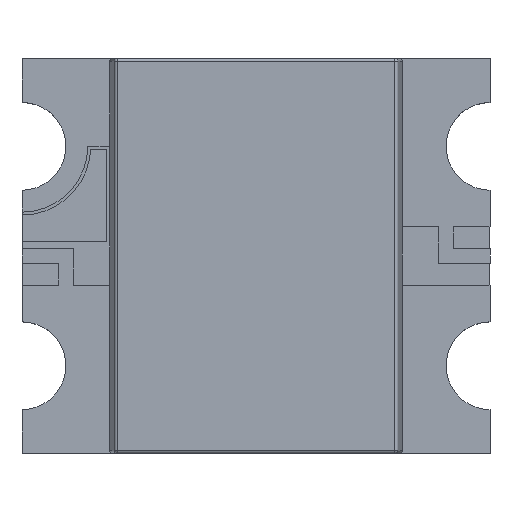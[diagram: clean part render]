
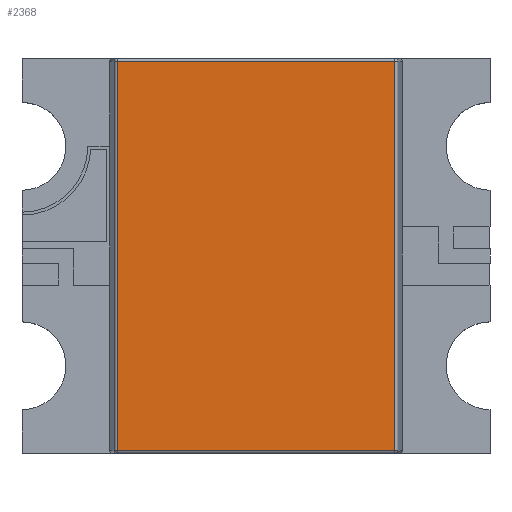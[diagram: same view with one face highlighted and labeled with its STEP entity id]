
A CAD part, top view. The second image highlights one B-rep face of the part: STEP entity #2368.
In plain terms, the highlighted planar face has unit normal (0, 0, 1).
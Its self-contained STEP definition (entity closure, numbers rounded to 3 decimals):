
#713=ORIENTED_EDGE('',*,*,#1080,.T.);
#714=ORIENTED_EDGE('',*,*,#1081,.T.);
#715=ORIENTED_EDGE('',*,*,#1082,.T.);
#716=ORIENTED_EDGE('',*,*,#1083,.T.);
#1080=EDGE_CURVE('',#1308,#1309,#1592,.T.);
#1081=EDGE_CURVE('',#1309,#1310,#1593,.T.);
#1082=EDGE_CURVE('',#1310,#1311,#1594,.F.);
#1083=EDGE_CURVE('',#1311,#1308,#1595,.F.);
#1308=VERTEX_POINT('',#3924);
#1309=VERTEX_POINT('',#3925);
#1310=VERTEX_POINT('',#3927);
#1311=VERTEX_POINT('',#3929);
#1592=LINE('',#3923,#1878);
#1593=LINE('',#3926,#1879);
#1594=LINE('',#3928,#1880);
#1595=LINE('',#3930,#1881);
#1878=VECTOR('',#3227,1000.);
#1879=VECTOR('',#3228,1000.);
#1880=VECTOR('',#3229,1000.);
#1881=VECTOR('',#3230,1000.);
#2004=EDGE_LOOP('',(#713,#714,#715,#716));
#2134=FACE_BOUND('',#2004,.T.);
#2248=PLANE('',#2616);
#2368=ADVANCED_FACE('',(#2134),#2248,.T.);
#2616=AXIS2_PLACEMENT_3D('',#3922,#3225,#3226);
#3225=DIRECTION('',(0.,0.,1.));
#3226=DIRECTION('',(1.,0.,0.));
#3227=DIRECTION('',(1.,0.,0.));
#3228=DIRECTION('',(0.,1.,0.));
#3229=DIRECTION('',(1.,0.,0.));
#3230=DIRECTION('',(0.,1.,0.));
#3922=CARTESIAN_POINT('',(-0.969,-1.35,1.1));
#3923=CARTESIAN_POINT('',(0.969,-1.33,1.1));
#3924=CARTESIAN_POINT('',(-0.95,-1.33,1.1));
#3925=CARTESIAN_POINT('',(0.95,-1.33,1.1));
#3926=CARTESIAN_POINT('',(0.95,-1.35,1.1));
#3927=CARTESIAN_POINT('',(0.95,1.33,1.1));
#3928=CARTESIAN_POINT('',(-0.969,1.33,1.1));
#3929=CARTESIAN_POINT('',(-0.95,1.33,1.1));
#3930=CARTESIAN_POINT('',(-0.95,-1.35,1.1));
